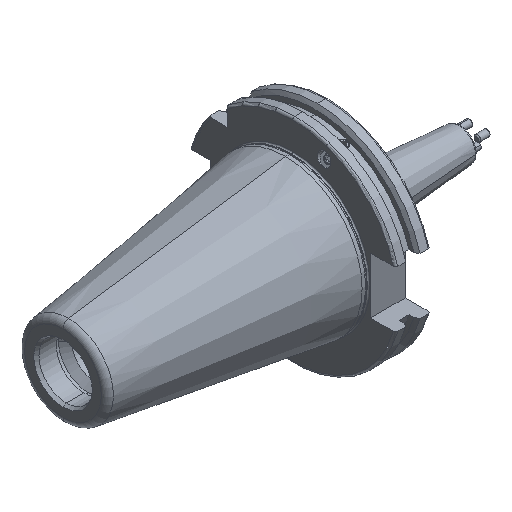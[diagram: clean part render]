
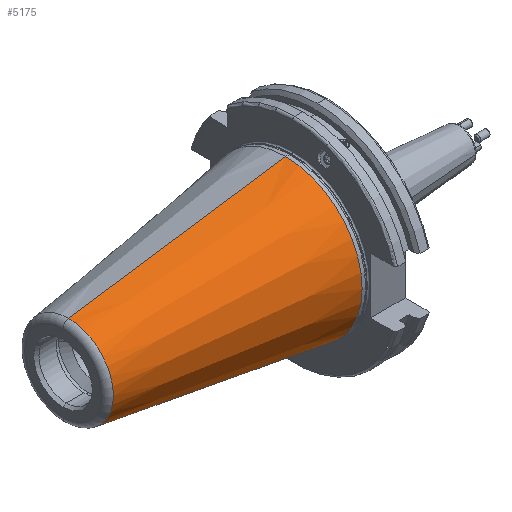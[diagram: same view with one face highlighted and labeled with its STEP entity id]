
A CAD part, isometric view. The second image highlights one B-rep face of the part: STEP entity #5175.
In plain terms, the highlighted conical face has half-angle 8.297 degrees and reference radius 34.925 mm.
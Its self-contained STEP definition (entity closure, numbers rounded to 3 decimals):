
#403 = CARTESIAN_POINT ( 'NONE',  ( -99.183, -20.461, 0. ) ) ;
#458 = ORIENTED_EDGE ( 'NONE', *, *, #6001, .F. ) ;
#708 = DIRECTION ( 'NONE',  ( 1., 0., 0. ) ) ;
#710 = CARTESIAN_POINT ( 'NONE',  ( -99.183, 0., 0. ) ) ;
#972 = EDGE_LOOP ( 'NONE', ( #458, #3616, #4626, #2068 ) ) ;
#1192 = EDGE_CURVE ( 'NONE', #3960, #4883, #4377, .T. ) ;
#1267 = CARTESIAN_POINT ( 'NONE',  ( 0., 34.925, 0. ) ) ;
#1545 = AXIS2_PLACEMENT_3D ( 'NONE', #6473, #5856, #6978 ) ;
#1864 = AXIS2_PLACEMENT_3D ( 'NONE', #710, #2475, #4848 ) ;
#2054 = VERTEX_POINT ( 'NONE', #403 ) ;
#2068 = ORIENTED_EDGE ( 'NONE', *, *, #2972, .T. ) ;
#2102 = AXIS2_PLACEMENT_3D ( 'NONE', #3663, #708, #3552 ) ;
#2419 = CARTESIAN_POINT ( 'NONE',  ( 0., -34.925, 0. ) ) ;
#2436 = FACE_OUTER_BOUND ( 'NONE', #972, .T. ) ;
#2475 = DIRECTION ( 'NONE',  ( -1., 0., 0. ) ) ;
#2479 = CIRCLE ( 'NONE', #1864, 20.461 ) ;
#2972 = EDGE_CURVE ( 'NONE', #4883, #3691, #4898, .T. ) ;
#3552 = DIRECTION ( 'NONE',  ( 0., 1., 0. ) ) ;
#3565 = LINE ( 'NONE', #2419, #5979 ) ;
#3616 = ORIENTED_EDGE ( 'NONE', *, *, #6347, .F. ) ;
#3663 = CARTESIAN_POINT ( 'NONE',  ( 0., 0., 0. ) ) ;
#3691 = VERTEX_POINT ( 'NONE', #5632 ) ;
#3960 = VERTEX_POINT ( 'NONE', #6021 ) ;
#4377 = LINE ( 'NONE', #1267, #4945 ) ;
#4626 = ORIENTED_EDGE ( 'NONE', *, *, #1192, .T. ) ;
#4848 = DIRECTION ( 'NONE',  ( 0., -1., 0. ) ) ;
#4883 = VERTEX_POINT ( 'NONE', #7291 ) ;
#4898 = CIRCLE ( 'NONE', #1545, 34.925 ) ;
#4945 = VECTOR ( 'NONE', #5470, 1000. ) ;
#5175 = ADVANCED_FACE ( 'NONE', ( #2436 ), #5967, .T. ) ;
#5470 = DIRECTION ( 'NONE',  ( 0.99, 0.144, 0. ) ) ;
#5632 = CARTESIAN_POINT ( 'NONE',  ( 0., -34.925, 0. ) ) ;
#5856 = DIRECTION ( 'NONE',  ( -1., 0., 0. ) ) ;
#5967 = CONICAL_SURFACE ( 'NONE', #2102, 34.925, 0.145 ) ;
#5979 = VECTOR ( 'NONE', #7620, 1000. ) ;
#6001 = EDGE_CURVE ( 'NONE', #2054, #3691, #3565, .T. ) ;
#6021 = CARTESIAN_POINT ( 'NONE',  ( -99.183, 20.461, 0. ) ) ;
#6347 = EDGE_CURVE ( 'NONE', #3960, #2054, #2479, .T. ) ;
#6473 = CARTESIAN_POINT ( 'NONE',  ( 0., 0., 0. ) ) ;
#6978 = DIRECTION ( 'NONE',  ( 0., -1., 0. ) ) ;
#7291 = CARTESIAN_POINT ( 'NONE',  ( 0., 34.925, 0. ) ) ;
#7620 = DIRECTION ( 'NONE',  ( 0.99, -0.144, 0. ) ) ;
